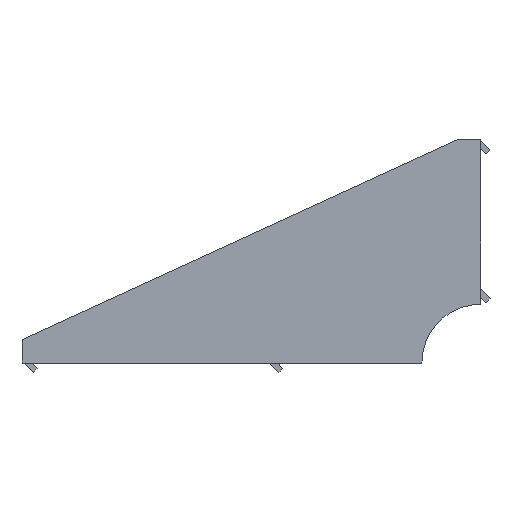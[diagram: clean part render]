
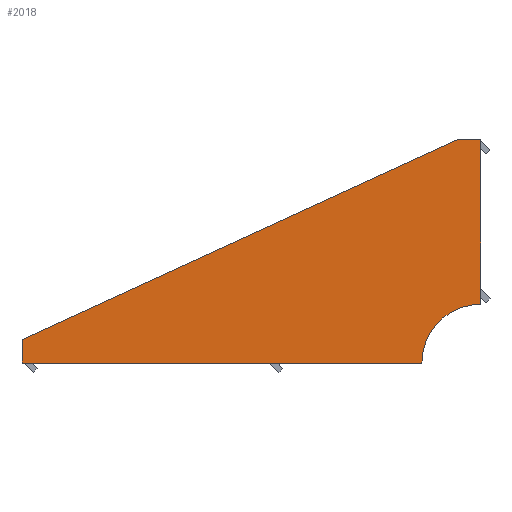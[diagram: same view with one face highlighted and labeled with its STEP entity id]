
A CAD part, left-side view. The second image highlights one B-rep face of the part: STEP entity #2018.
In plain terms, the highlighted planar face has unit normal (-1, 0, 0).
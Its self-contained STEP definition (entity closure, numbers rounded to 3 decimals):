
#24=CIRCLE('',#2136,15.);
#292=ORIENTED_EDGE('',*,*,#795,.F.);
#293=ORIENTED_EDGE('',*,*,#828,.F.);
#294=ORIENTED_EDGE('',*,*,#786,.F.);
#295=ORIENTED_EDGE('',*,*,#715,.F.);
#296=ORIENTED_EDGE('',*,*,#772,.T.);
#297=ORIENTED_EDGE('',*,*,#756,.F.);
#715=EDGE_CURVE('',#994,#995,#1196,.T.);
#756=EDGE_CURVE('',#1031,#1032,#1237,.T.);
#772=EDGE_CURVE('',#994,#1032,#24,.T.);
#786=EDGE_CURVE('',#995,#1052,#1257,.T.);
#795=EDGE_CURVE('',#1059,#1031,#1266,.T.);
#828=EDGE_CURVE('',#1052,#1059,#1295,.T.);
#994=VERTEX_POINT('',#2948);
#995=VERTEX_POINT('',#2950);
#1031=VERTEX_POINT('',#3027);
#1032=VERTEX_POINT('',#3029);
#1052=VERTEX_POINT('',#3082);
#1059=VERTEX_POINT('',#3098);
#1196=LINE('',#2949,#1472);
#1237=LINE('',#3028,#1513);
#1257=LINE('',#3081,#1533);
#1266=LINE('',#3099,#1542);
#1295=LINE('',#3163,#1571);
#1472=VECTOR('',#2361,1000.);
#1513=VECTOR('',#2404,1000.);
#1533=VECTOR('',#2450,1000.);
#1542=VECTOR('',#2461,1000.);
#1571=VECTOR('',#2508,1000.);
#1690=EDGE_LOOP('',(#292,#293,#294,#295,#296,#297));
#1807=FACE_BOUND('',#1690,.T.);
#1912=PLANE('',#2152);
#2018=ADVANCED_FACE('',(#1807),#1912,.F.);
#2136=AXIS2_PLACEMENT_3D('',#3058,#2428,#2429);
#2152=AXIS2_PLACEMENT_3D('',#3162,#2506,#2507);
#2361=DIRECTION('',(0.,1.,0.));
#2404=DIRECTION('',(0.,0.,-1.));
#2428=DIRECTION('',(1.,0.,0.));
#2429=DIRECTION('',(0.,0.,-1.));
#2450=DIRECTION('',(0.,0.,1.));
#2461=DIRECTION('',(0.,-1.,0.));
#2506=DIRECTION('',(1.,0.,0.));
#2507=DIRECTION('',(0.,0.,-1.));
#2508=DIRECTION('',(0.,-0.909,0.418));
#2948=CARTESIAN_POINT('',(-14.,15.,0.));
#2949=CARTESIAN_POINT('',(-14.,15.,0.));
#2950=CARTESIAN_POINT('',(-14.,117.,0.));
#3027=CARTESIAN_POINT('',(-14.,0.,57.));
#3028=CARTESIAN_POINT('',(-14.,0.,57.));
#3029=CARTESIAN_POINT('',(-14.,0.,15.));
#3058=CARTESIAN_POINT('',(-14.,0.,0.));
#3081=CARTESIAN_POINT('',(-14.,117.,0.));
#3082=CARTESIAN_POINT('',(-14.,117.,6.));
#3098=CARTESIAN_POINT('',(-14.,6.,57.));
#3099=CARTESIAN_POINT('',(-14.,6.,57.));
#3162=CARTESIAN_POINT('',(-14.,0.,0.));
#3163=CARTESIAN_POINT('',(-14.,117.,6.));
